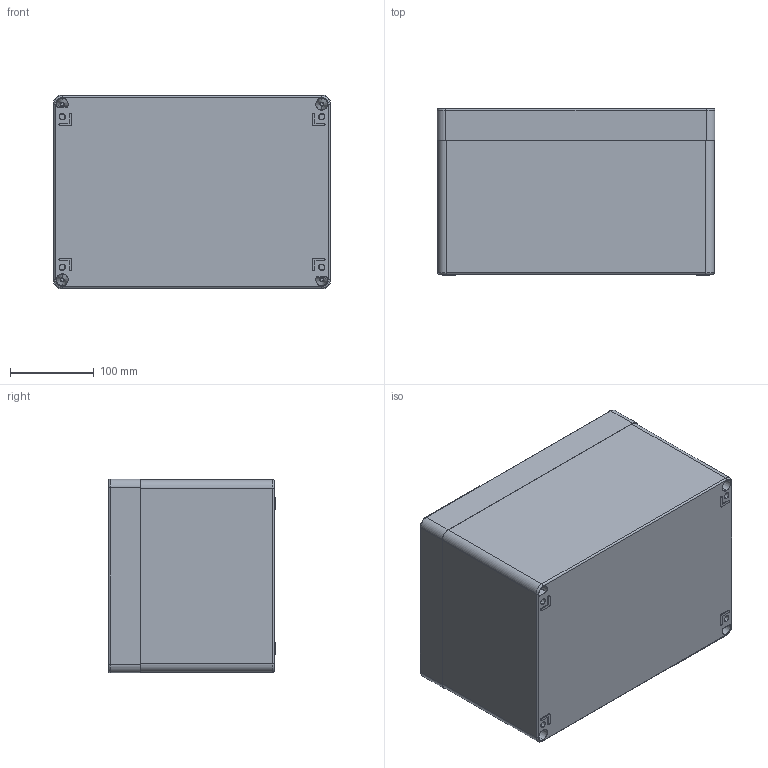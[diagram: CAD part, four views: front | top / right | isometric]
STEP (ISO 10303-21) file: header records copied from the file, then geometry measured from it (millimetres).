
FILE_DESCRIPTION (( 'STEP AP214' ), '1' );
FILE_NAME ('13130000.STEP', '2016-03-17T06:38:47', ( 'Macha' ), ( 'Hewlett-Packard Company' ), 'SwSTEP 2.0', 'SolidWorks 2015', '' );
FILE_SCHEMA (( 'AUTOMOTIVE_DESIGN' ));
Length unit declared in the file: millimetre
Products named in the file (8): 93261; 83111; 93117; 82005; 82003; 08062_Bearbeitung nach Zeichng. 13-2-080620-01-0; 03621_Bearbeitung Zeichng.01-2-036210-01-0; 13130000
Assembly tree (13 placements, depth 2):
  13130000
    03621_Bearbeitung Zeichng.01-2-036210-01-0
    08062_Bearbeitung nach Zeichng. 13-2-080620-01-0
    82003
    82005
    93117
    83111  x4
    93261  x4
Bounding box: 331.5 x 199 x 231.5 mm (x, y, z)
Volume: 1998744.2 mm3; surface area: 684203.7 mm2
Topology: 14 solids, 14 shells, 1309 faces, 3047 edges, 1820 vertices
Faces by surface type: plane 468, cylinder 309, cone 213, torus 206, bspline 109, sphere 4
Entity records: 40445 total; most frequent: CARTESIAN_POINT 13098, DIRECTION 5693, ORIENTED_EDGE 5538, EDGE_CURVE 2769, AXIS2_PLACEMENT_3D 2196, VERTEX_POINT 1685, EDGE_LOOP 1304, VECTOR 1301
